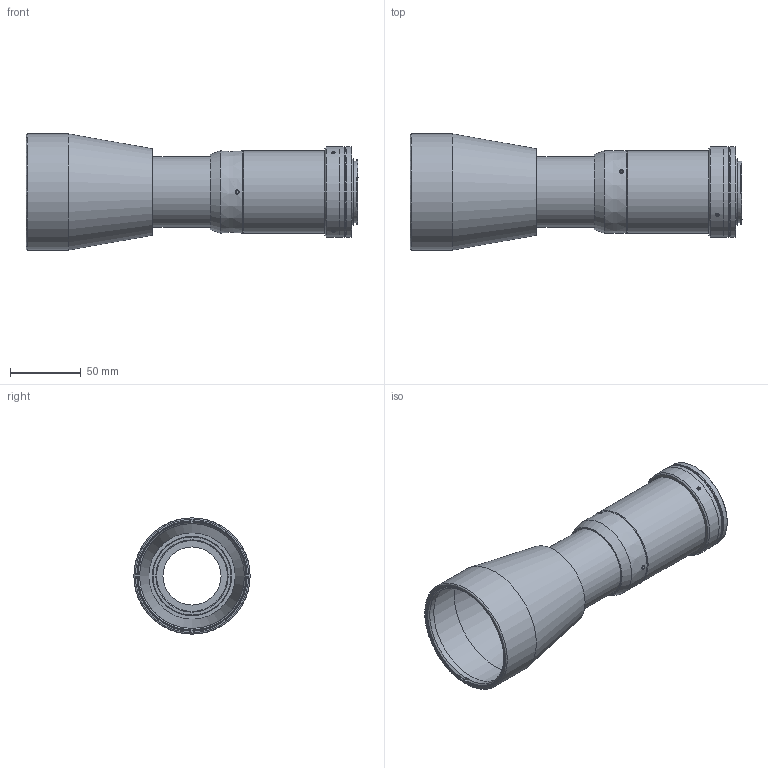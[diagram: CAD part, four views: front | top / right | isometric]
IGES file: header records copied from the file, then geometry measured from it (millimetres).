
Start section: SolidWorks IGES file using analytic representation for surfaces
Global section: file name: DP33133-A_TCSE10M056-F.igs; native system: SolidWorks 2021; preprocessor: SolidWorks 2021; author: lrizzotto; date: 230803.085438; units: millimetre
Bounding box: 234.32 x 82 x 82 mm (x, y, z)
Surface area: 65482.7 mm2 (no closed solid volume)
Topology: 0 solids, 0 shells, 129 faces, 644 edges, 608 vertices
Faces by surface type: bspline 78, revolution 51
